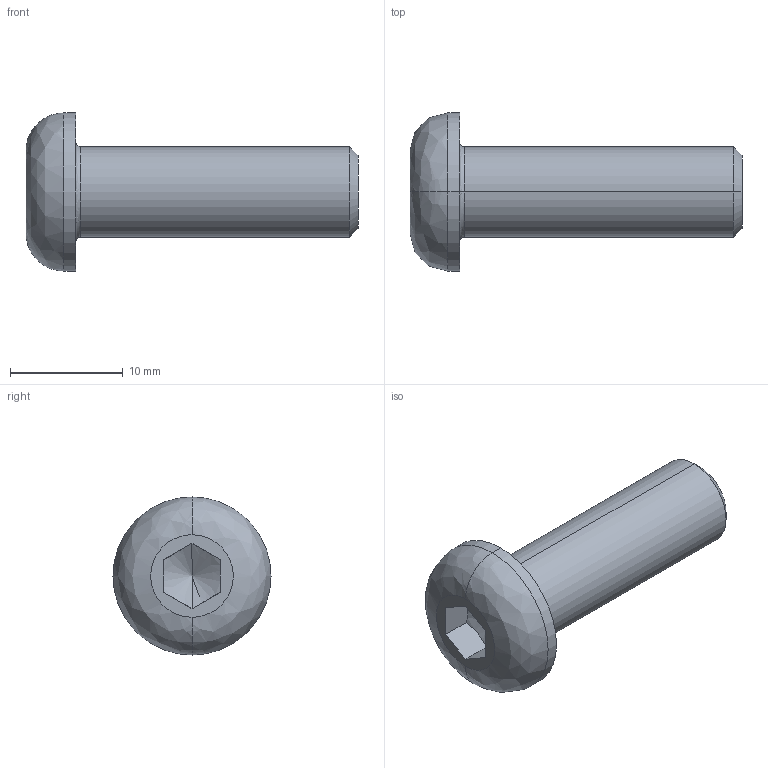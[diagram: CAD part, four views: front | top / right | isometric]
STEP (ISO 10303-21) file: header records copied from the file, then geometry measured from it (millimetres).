
FILE_DESCRIPTION (( 'STEP AP214' ), '1' );
FILE_NAME ('7250485', '2019-02-01T14:20:32', ( '' ), ('JUGARD+KÜNSTNER GmbH'), 'SwSTEP 2.0', 'SolidWorks 2017', '' );
FILE_SCHEMA (( 'AUTOMOTIVE_DESIGN' ));
Length unit declared in the file: millimetre
Products named in the file (1): 7250485_CNAJF00
Bounding box: 29.4 x 14 x 14 mm (x, y, z)
Volume: 1762.9 mm3; surface area: 1096.1 mm2
Topology: 1 solids, 1 shells, 21 faces, 46 edges, 27 vertices
Faces by surface type: plane 9, bspline 4, cylinder 4, cone 4
Entity records: 775 total; most frequent: CARTESIAN_POINT 316, ORIENTED_EDGE 88, DIRECTION 84, EDGE_CURVE 44, AXIS2_PLACEMENT_3D 32, VERTEX_POINT 27, EDGE_LOOP 23, FACE_OUTER_BOUND 21
